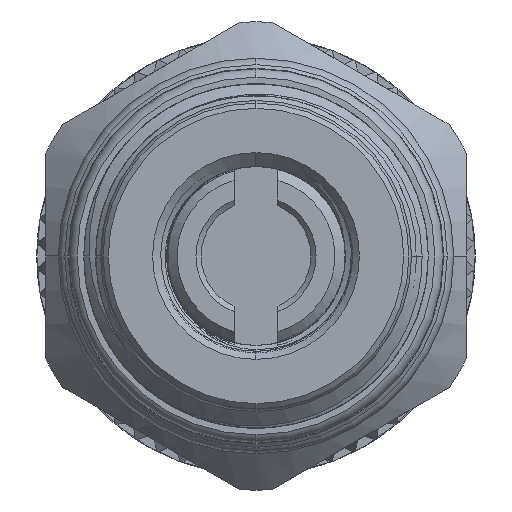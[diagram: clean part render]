
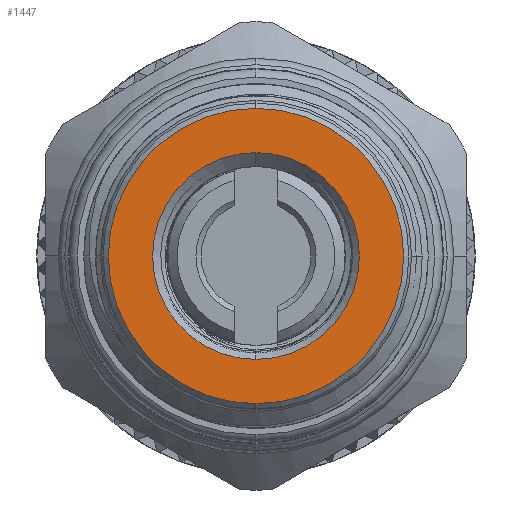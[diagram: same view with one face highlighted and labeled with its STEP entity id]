
A CAD part, left-side view. The second image highlights one B-rep face of the part: STEP entity #1447.
In plain terms, the highlighted planar face has unit normal (-1, 0, 0).
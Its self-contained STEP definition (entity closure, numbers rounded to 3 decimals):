
#498 = AXIS2_PLACEMENT_3D ( 'NONE', #45105, #16071, #30082 ) ;
#1447 = ADVANCED_FACE ( 'NONE', ( #2370, #40057 ), #32899, .F. ) ;
#2278 = AXIS2_PLACEMENT_3D ( 'NONE', #44061, #32587, #18567 ) ;
#2370 = FACE_OUTER_BOUND ( 'NONE', #6824, .T. ) ;
#3343 = ORIENTED_EDGE ( 'NONE', *, *, #38333, .T. ) ;
#4036 = VERTEX_POINT ( 'NONE', #23170 ) ;
#4732 = DIRECTION ( 'NONE',  ( -1., 0., 0. ) ) ;
#5750 = CIRCLE ( 'NONE', #2278, 5.9 ) ;
#6174 = EDGE_CURVE ( 'NONE', #4036, #24671, #29769, .T. ) ;
#6824 = EDGE_LOOP ( 'NONE', ( #3343, #33532 ) ) ;
#9455 = AXIS2_PLACEMENT_3D ( 'NONE', #12250, #4732, #41561 ) ;
#10779 = CARTESIAN_POINT ( 'NONE',  ( -68.25, 0., -8.425 ) ) ;
#11066 = DIRECTION ( 'NONE',  ( 1., 0., 0. ) ) ;
#11140 = VERTEX_POINT ( 'NONE', #22734 ) ;
#12250 = CARTESIAN_POINT ( 'NONE',  ( -68.25, 0., 0. ) ) ;
#14260 = DIRECTION ( 'NONE',  ( 0., 0., -1. ) ) ;
#16071 = DIRECTION ( 'NONE',  ( -1., 0., 0. ) ) ;
#18567 = DIRECTION ( 'NONE',  ( 0., 0., 1. ) ) ;
#19842 = CIRCLE ( 'NONE', #498, 5.9 ) ;
#22734 = CARTESIAN_POINT ( 'NONE',  ( -68.25, 0., -5.9 ) ) ;
#23170 = CARTESIAN_POINT ( 'NONE',  ( -68.25, 0., 8.425 ) ) ;
#24671 = VERTEX_POINT ( 'NONE', #10779 ) ;
#25161 = CARTESIAN_POINT ( 'NONE',  ( -68.25, 0., 5.9 ) ) ;
#29769 = CIRCLE ( 'NONE', #45030, 8.425 ) ;
#30082 = DIRECTION ( 'NONE',  ( 0., 0., 1. ) ) ;
#32170 = EDGE_CURVE ( 'NONE', #45789, #11140, #19842, .T. ) ;
#32197 = EDGE_LOOP ( 'NONE', ( #39019, #33040 ) ) ;
#32575 = DIRECTION ( 'NONE',  ( -1., 0., 0. ) ) ;
#32587 = DIRECTION ( 'NONE',  ( -1., 0., 0. ) ) ;
#32899 = PLANE ( 'NONE',  #33553 ) ;
#33040 = ORIENTED_EDGE ( 'NONE', *, *, #35071, .F. ) ;
#33532 = ORIENTED_EDGE ( 'NONE', *, *, #6174, .T. ) ;
#33553 = AXIS2_PLACEMENT_3D ( 'NONE', #40374, #11066, #44047 ) ;
#35071 = EDGE_CURVE ( 'NONE', #11140, #45789, #5750, .T. ) ;
#36084 = CARTESIAN_POINT ( 'NONE',  ( -68.25, 0., 0. ) ) ;
#37445 = CIRCLE ( 'NONE', #9455, 8.425 ) ;
#38333 = EDGE_CURVE ( 'NONE', #24671, #4036, #37445, .T. ) ;
#39019 = ORIENTED_EDGE ( 'NONE', *, *, #32170, .F. ) ;
#40057 = FACE_BOUND ( 'NONE', #32197, .T. ) ;
#40374 = CARTESIAN_POINT ( 'NONE',  ( -68.25, 0., 0. ) ) ;
#41561 = DIRECTION ( 'NONE',  ( 0., 0., -1. ) ) ;
#44047 = DIRECTION ( 'NONE',  ( 0., 0., -1. ) ) ;
#44061 = CARTESIAN_POINT ( 'NONE',  ( -68.25, 0., 0. ) ) ;
#45030 = AXIS2_PLACEMENT_3D ( 'NONE', #36084, #32575, #14260 ) ;
#45105 = CARTESIAN_POINT ( 'NONE',  ( -68.25, 0., 0. ) ) ;
#45789 = VERTEX_POINT ( 'NONE', #25161 ) ;
